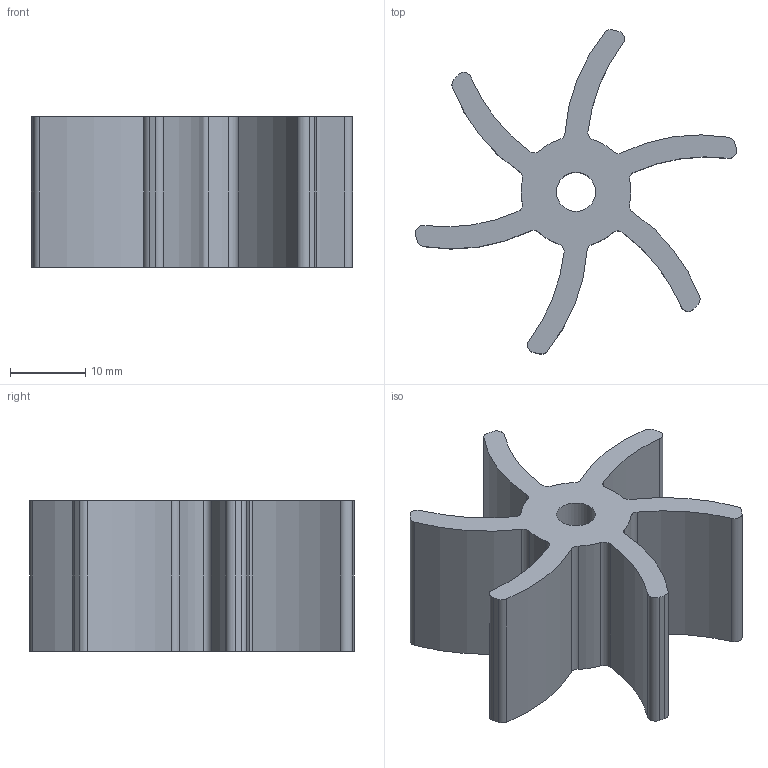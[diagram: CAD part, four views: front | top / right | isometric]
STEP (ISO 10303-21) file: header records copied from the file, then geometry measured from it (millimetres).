
FILE_DESCRIPTION(('STEP AP242'), '1');
FILE_NAME('itemWorkingWheelRotorV3', '', ('UNSPECIFIED'), ('UNSPECIFIED'), 'C3D Converter', 'C3D Toolkit', '');
FILE_SCHEMA(('AP242_MANAGED_MODEL_BASED_3D_ENGINEERING_MIM_LF { 1 0 10303 442 1 1 4 }'));
Length unit declared in the file: millimetre
Bounding box: 42.56 x 42.97 x 20 mm (x, y, z)
Volume: 8329.9 mm3; surface area: 5588.1 mm2
Topology: 1 solids, 1 shells, 51 faces, 147 edges, 98 vertices
Faces by surface type: cylinder 49, plane 2
Full cylindrical faces by diameter (mm): 5.2 x1
Entity records: 1773 total; most frequent: DIRECTION 348, CARTESIAN_POINT 296, ORIENTED_EDGE 292, AXIS2_PLACEMENT_3D 150, EDGE_CURVE 146, VERTEX_POINT 98, CIRCLE 98, EDGE_LOOP 54
